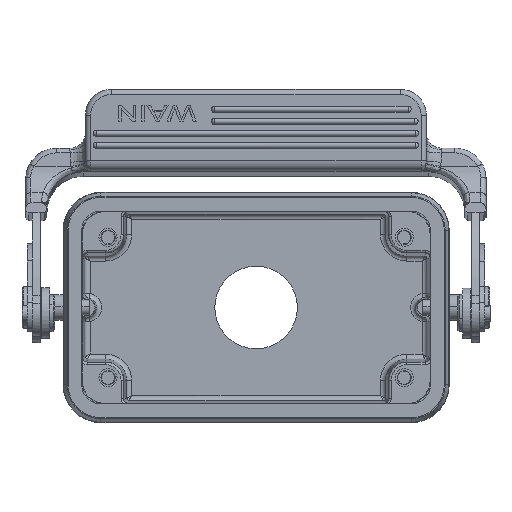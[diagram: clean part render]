
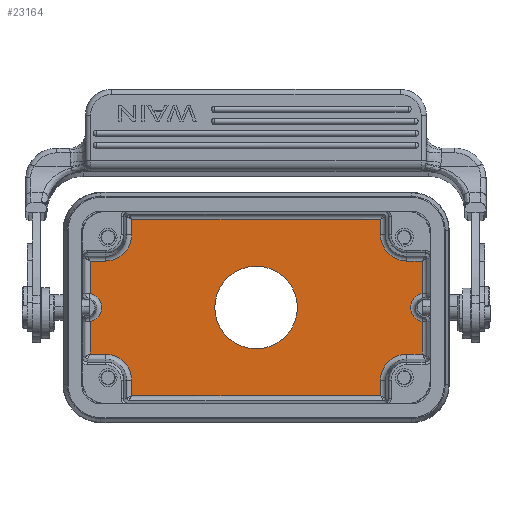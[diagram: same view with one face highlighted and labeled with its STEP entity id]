
A CAD part, front view. The second image highlights one B-rep face of the part: STEP entity #23164.
In plain terms, the highlighted planar face has unit normal (0, -1, 0).
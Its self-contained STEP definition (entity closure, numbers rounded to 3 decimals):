
#3877=DIRECTION('',(0.,0.,1.));
#3878=VECTOR('',#3877,6.23);
#3879=CARTESIAN_POINT('',(31.947,19.35,2.717));
#3880=LINE('',#3879,#3878);
#3906=DIRECTION('',(0.,0.,1.));
#3907=VECTOR('',#3906,6.23);
#3908=CARTESIAN_POINT('',(31.946,19.35,-8.946));
#3909=LINE('',#3908,#3907);
#3914=CARTESIAN_POINT('',(32.5,19.35,0.));
#3915=DIRECTION('',(0.,-1.,0.));
#3916=DIRECTION('',(-0.2,0.,0.98));
#3917=AXIS2_PLACEMENT_3D('',#3914,#3915,#3916);
#3919=CARTESIAN_POINT('',(29.,19.35,-14.));
#3920=DIRECTION('',(0.,-1.,0.));
#3921=DIRECTION('',(0.,0.,1.));
#3922=AXIS2_PLACEMENT_3D('',#3919,#3920,#3921);
#3924=CARTESIAN_POINT('',(-29.,19.35,-14.));
#3925=DIRECTION('',(0.,-1.,0.));
#3926=DIRECTION('',(1.,0.,0.));
#3927=AXIS2_PLACEMENT_3D('',#3924,#3925,#3926);
#3929=CARTESIAN_POINT('',(-32.5,19.35,0.));
#3930=DIRECTION('',(0.,-1.,0.));
#3931=DIRECTION('',(0.2,0.,-0.98));
#3932=AXIS2_PLACEMENT_3D('',#3929,#3930,#3931);
#3934=CARTESIAN_POINT('',(-29.,19.35,14.));
#3935=DIRECTION('',(0.,-1.,0.));
#3936=DIRECTION('',(0.,0.,-1.));
#3937=AXIS2_PLACEMENT_3D('',#3934,#3935,#3936);
#3939=CARTESIAN_POINT('',(29.,19.35,14.));
#3940=DIRECTION('',(0.,-1.,0.));
#3941=DIRECTION('',(-1.,0.,0.));
#3942=AXIS2_PLACEMENT_3D('',#3939,#3940,#3941);
#3944=CARTESIAN_POINT('',(0.,19.35,0.));
#3945=DIRECTION('',(0.,-1.,0.));
#3946=DIRECTION('',(-1.,0.,0.));
#3947=AXIS2_PLACEMENT_3D('',#3944,#3945,#3946);
#3949=CARTESIAN_POINT('',(0.,19.35,0.));
#3950=DIRECTION('',(0.,-1.,0.));
#3951=DIRECTION('',(1.,0.,0.));
#3952=AXIS2_PLACEMENT_3D('',#3949,#3950,#3951);
#3954=DIRECTION('',(1.,0.,0.));
#3955=VECTOR('',#3954,2.946);
#3956=CARTESIAN_POINT('',(29.,19.35,-8.947));
#3957=LINE('',#3956,#3955);
#4362=DIRECTION('',(0.,0.,-1.));
#4363=VECTOR('',#4362,2.946);
#4364=CARTESIAN_POINT('',(-23.947,19.35,
-14.));
#4365=LINE('',#4364,#4363);
#4389=DIRECTION('',(1.,0.,0.));
#4390=VECTOR('',#4389,2.946);
#4391=CARTESIAN_POINT('',(-31.946,19.35,
-8.946));
#4392=LINE('',#4391,#4390);
#4425=DIRECTION('',(0.,0.,-1.));
#4426=VECTOR('',#4425,6.23);
#4427=CARTESIAN_POINT('',(-31.947,19.35,
-2.717));
#4428=LINE('',#4427,#4426);
#4522=DIRECTION('',(0.,0.,-1.));
#4523=VECTOR('',#4522,6.23);
#4524=CARTESIAN_POINT('',(-31.946,19.35,8.946));
#4525=LINE('',#4524,#4523);
#4553=DIRECTION('',(-1.,0.,0.));
#4554=VECTOR('',#4553,2.946);
#4555=CARTESIAN_POINT('',(-29.,19.35,8.947));
#4556=LINE('',#4555,#4554);
#4608=DIRECTION('',(-1.,0.,0.));
#4609=VECTOR('',#4608,47.893);
#4610=CARTESIAN_POINT('',(23.946,19.35,16.946));
#4611=LINE('',#4610,#4609);
#4639=DIRECTION('',(0.,0.,1.));
#4640=VECTOR('',#4639,2.946);
#4641=CARTESIAN_POINT('',(23.947,19.35,14.));
#4642=LINE('',#4641,#4640);
#4713=DIRECTION('',(-1.,0.,0.));
#4714=VECTOR('',#4713,2.946);
#4715=CARTESIAN_POINT('',(31.946,19.35,8.946));
#4716=LINE('',#4715,#4714);
#4752=DIRECTION('',(0.,0.,-1.));
#4753=VECTOR('',#4752,2.946);
#4754=CARTESIAN_POINT('',(-23.946,19.35,16.946));
#4755=LINE('',#4754,#4753);
#4771=DIRECTION('',(1.,0.,0.));
#4772=VECTOR('',#4771,47.893);
#4773=CARTESIAN_POINT('',(-23.946,19.35,
-16.946));
#4774=LINE('',#4773,#4772);
#4806=DIRECTION('',(0.,0.,1.));
#4807=VECTOR('',#4806,2.946);
#4808=CARTESIAN_POINT('',(23.946,19.35,-16.946));
#4809=LINE('',#4808,#4807);
#15626=CARTESIAN_POINT('',(7.95,19.35,0.));
#15627=VERTEX_POINT('',#15626);
#15628=CARTESIAN_POINT('',(-7.95,19.35,0.));
#15629=VERTEX_POINT('',#15628);
#15630=CARTESIAN_POINT('',(31.947,19.35,2.717));
#15631=CARTESIAN_POINT('',(31.946,19.35,8.946));
#15632=VERTEX_POINT('',#15630);
#15633=VERTEX_POINT('',#15631);
#15634=CARTESIAN_POINT('',(31.946,19.35,-2.717));
#15635=VERTEX_POINT('',#15634);
#15636=CARTESIAN_POINT('',(31.946,19.35,
-8.946));
#15637=VERTEX_POINT('',#15636);
#15638=CARTESIAN_POINT('',(29.,19.35,
-8.947));
#15639=VERTEX_POINT('',#15638);
#15640=CARTESIAN_POINT('',(23.947,19.35,-14.));
#15641=VERTEX_POINT('',#15640);
#15642=CARTESIAN_POINT('',(23.946,19.35,
-16.946));
#15643=VERTEX_POINT('',#15642);
#15644=CARTESIAN_POINT('',(-23.946,19.35,
-16.946));
#15645=VERTEX_POINT('',#15644);
#15646=CARTESIAN_POINT('',(-23.947,19.35,
-14.));
#15647=VERTEX_POINT('',#15646);
#15648=CARTESIAN_POINT('',(-29.,19.35,-8.947));
#15649=VERTEX_POINT('',#15648);
#15650=CARTESIAN_POINT('',(-31.946,19.35,
-8.946));
#15651=VERTEX_POINT('',#15650);
#15652=CARTESIAN_POINT('',(-31.947,19.35,
-2.717));
#15653=VERTEX_POINT('',#15652);
#15654=CARTESIAN_POINT('',(-31.946,19.35,2.717));
#15655=VERTEX_POINT('',#15654);
#15656=CARTESIAN_POINT('',(-31.946,19.35,
8.946));
#15657=VERTEX_POINT('',#15656);
#15658=CARTESIAN_POINT('',(-29.,19.35,
8.947));
#15659=VERTEX_POINT('',#15658);
#15660=CARTESIAN_POINT('',(-23.947,19.35,14.));
#15661=VERTEX_POINT('',#15660);
#15662=CARTESIAN_POINT('',(-23.946,19.35,
16.946));
#15663=VERTEX_POINT('',#15662);
#15664=CARTESIAN_POINT('',(23.946,19.35,16.946));
#15665=VERTEX_POINT('',#15664);
#15666=CARTESIAN_POINT('',(23.947,19.35,14.));
#15667=VERTEX_POINT('',#15666);
#15668=CARTESIAN_POINT('',(29.,19.35,8.947));
#15669=VERTEX_POINT('',#15668);
#23114=CARTESIAN_POINT('',(0.,19.35,-21.5));
#23115=DIRECTION('',(0.,-1.,0.));
#23116=DIRECTION('',(0.,0.,-1.));
#23117=AXIS2_PLACEMENT_3D('',#23114,#23115,#23116);
#23118=PLANE('',#23117);
#23119=ORIENTED_EDGE('',*,*,#23049,.F.);
#23120=ORIENTED_EDGE('',*,*,#23076,.T.);
#23121=ORIENTED_EDGE('',*,*,#23104,.F.);
#23123=ORIENTED_EDGE('',*,*,#23122,.F.);
#23125=ORIENTED_EDGE('',*,*,#23124,.T.);
#23127=ORIENTED_EDGE('',*,*,#23126,.F.);
#23129=ORIENTED_EDGE('',*,*,#23128,.F.);
#23131=ORIENTED_EDGE('',*,*,#23130,.F.);
#23133=ORIENTED_EDGE('',*,*,#23132,.T.);
#23135=ORIENTED_EDGE('',*,*,#23134,.F.);
#23137=ORIENTED_EDGE('',*,*,#23136,.F.);
#23139=ORIENTED_EDGE('',*,*,#23138,.T.);
#23141=ORIENTED_EDGE('',*,*,#23140,.F.);
#23143=ORIENTED_EDGE('',*,*,#23142,.F.);
#23145=ORIENTED_EDGE('',*,*,#23144,.T.);
#23147=ORIENTED_EDGE('',*,*,#23146,.F.);
#23149=ORIENTED_EDGE('',*,*,#23148,.F.);
#23151=ORIENTED_EDGE('',*,*,#23150,.F.);
#23153=ORIENTED_EDGE('',*,*,#23152,.T.);
#23155=ORIENTED_EDGE('',*,*,#23154,.F.);
#23156=EDGE_LOOP('',(#23119,#23120,#23121,#23123,#23125,#23127,#23129,#23131,
#23133,#23135,#23137,#23139,#23141,#23143,#23145,#23147,#23149,#23151,#23153,
#23155));
#23157=FACE_OUTER_BOUND('',#23156,.F.);
#23159=ORIENTED_EDGE('',*,*,#23158,.T.);
#23161=ORIENTED_EDGE('',*,*,#23160,.T.);
#23162=EDGE_LOOP('',(#23159,#23161));
#23163=FACE_BOUND('',#23162,.F.);
#23164=ADVANCED_FACE('',(#23157,#23163),#23118,.T.);
#3918=CIRCLE('',#3917,2.772);
#3923=CIRCLE('',#3922,5.053);
#3928=CIRCLE('',#3927,5.053);
#3933=CIRCLE('',#3932,2.772);
#3938=CIRCLE('',#3937,5.053);
#3943=CIRCLE('',#3942,5.053);
#3948=CIRCLE('',#3947,7.95);
#3953=CIRCLE('',#3952,7.95);
#23049=EDGE_CURVE('',#15632,#15633,#3880,.T.);
#23076=EDGE_CURVE('',#15632,#15635,#3918,.T.);
#23104=EDGE_CURVE('',#15637,#15635,#3909,.T.);
#23122=EDGE_CURVE('',#15639,#15637,#3957,.T.);
#23124=EDGE_CURVE('',#15639,#15641,#3923,.T.);
#23126=EDGE_CURVE('',#15643,#15641,#4809,.T.);
#23128=EDGE_CURVE('',#15645,#15643,#4774,.T.);
#23130=EDGE_CURVE('',#15647,#15645,#4365,.T.);
#23132=EDGE_CURVE('',#15647,#15649,#3928,.T.);
#23134=EDGE_CURVE('',#15651,#15649,#4392,.T.);
#23136=EDGE_CURVE('',#15653,#15651,#4428,.T.);
#23138=EDGE_CURVE('',#15653,#15655,#3933,.T.);
#23140=EDGE_CURVE('',#15657,#15655,#4525,.T.);
#23142=EDGE_CURVE('',#15659,#15657,#4556,.T.);
#23144=EDGE_CURVE('',#15659,#15661,#3938,.T.);
#23146=EDGE_CURVE('',#15663,#15661,#4755,.T.);
#23148=EDGE_CURVE('',#15665,#15663,#4611,.T.);
#23150=EDGE_CURVE('',#15667,#15665,#4642,.T.);
#23152=EDGE_CURVE('',#15667,#15669,#3943,.T.);
#23154=EDGE_CURVE('',#15633,#15669,#4716,.T.);
#23158=EDGE_CURVE('',#15629,#15627,#3948,.T.);
#23160=EDGE_CURVE('',#15627,#15629,#3953,.T.);
